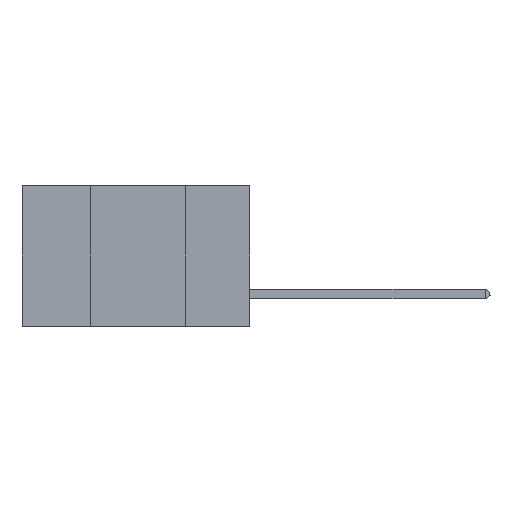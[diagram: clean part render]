
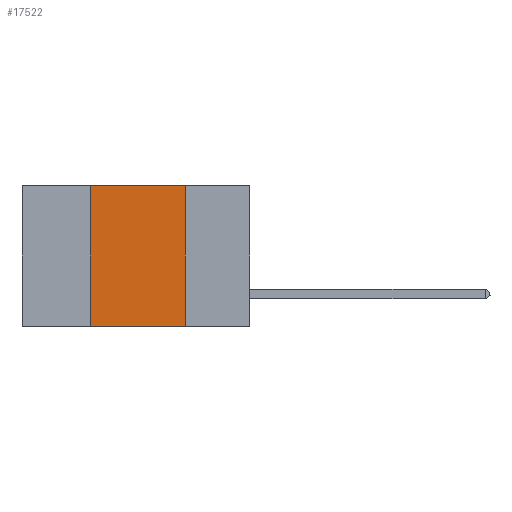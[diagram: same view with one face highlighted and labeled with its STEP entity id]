
A CAD part, left-side view. The second image highlights one B-rep face of the part: STEP entity #17522.
In plain terms, the highlighted planar face has unit normal (-1, 0, 0).
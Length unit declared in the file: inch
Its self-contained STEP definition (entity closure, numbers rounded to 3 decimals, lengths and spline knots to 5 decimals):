
#775 = FACE_OUTER_BOUND ( 'NONE', #18285, .T. ) ;
#1610 = CARTESIAN_POINT ( 'NONE',  ( 0., 0.17, 0. ) ) ;
#3159 = DIRECTION ( 'NONE',  ( 1., 0., 0. ) ) ;
#3200 = EDGE_CURVE ( 'NONE', #6415, #24895, #27397, .T. ) ;
#4189 = CARTESIAN_POINT ( 'NONE',  ( 0., 0.17, 0. ) ) ;
#4735 = DIRECTION ( 'NONE',  ( 0., -1., 0. ) ) ;
#5210 = CARTESIAN_POINT ( 'NONE',  ( 0., 0.6, 0. ) ) ;
#6025 = LINE ( 'NONE', #4189, #7383 ) ;
#6415 = VERTEX_POINT ( 'NONE', #13544 ) ;
#7383 = VECTOR ( 'NONE', #25447, 39.37008 ) ;
#7433 = EDGE_CURVE ( 'NONE', #23577, #15221, #6025, .T. ) ;
#10749 = ORIENTED_EDGE ( 'NONE', *, *, #20790, .F. ) ;
#11382 = EDGE_CURVE ( 'NONE', #6415, #15221, #26981, .T. ) ;
#12222 = DIRECTION ( 'NONE',  ( 0., -1., 0. ) ) ;
#13081 = DIRECTION ( 'NONE',  ( 0., 0., 1. ) ) ;
#13540 = CARTESIAN_POINT ( 'NONE',  ( 0., 0.17, -0.37 ) ) ;
#13544 = CARTESIAN_POINT ( 'NONE',  ( 0., 0.42, -0.37 ) ) ;
#15221 = VERTEX_POINT ( 'NONE', #13540 ) ;
#15346 = CARTESIAN_POINT ( 'NONE',  ( 0., 0.6, -0.37 ) ) ;
#16688 = VECTOR ( 'NONE', #4735, 39.37008 ) ;
#17471 = PLANE ( 'NONE',  #18831 ) ;
#17522 = ADVANCED_FACE ( 'NONE', ( #775 ), #17471, .F. ) ;
#17722 = LINE ( 'NONE', #20663, #25375 ) ;
#18285 = EDGE_LOOP ( 'NONE', ( #23797, #10749, #22976, #20114 ) ) ;
#18492 = DIRECTION ( 'NONE',  ( 0., 0., -1. ) ) ;
#18831 = AXIS2_PLACEMENT_3D ( 'NONE', #5210, #3159, #18492 ) ;
#19477 = CARTESIAN_POINT ( 'NONE',  ( 0., 0.42, 0. ) ) ;
#20114 = ORIENTED_EDGE ( 'NONE', *, *, #11382, .T. ) ;
#20663 = CARTESIAN_POINT ( 'NONE',  ( 0., 0.6, 0. ) ) ;
#20790 = EDGE_CURVE ( 'NONE', #24895, #23577, #17722, .T. ) ;
#21780 = VECTOR ( 'NONE', #13081, 39.37008 ) ;
#22976 = ORIENTED_EDGE ( 'NONE', *, *, #3200, .F. ) ;
#23577 = VERTEX_POINT ( 'NONE', #1610 ) ;
#23797 = ORIENTED_EDGE ( 'NONE', *, *, #7433, .F. ) ;
#24163 = CARTESIAN_POINT ( 'NONE',  ( 0., 0.42, 0. ) ) ;
#24895 = VERTEX_POINT ( 'NONE', #24163 ) ;
#25375 = VECTOR ( 'NONE', #12222, 39.37008 ) ;
#25447 = DIRECTION ( 'NONE',  ( 0., 0., -1. ) ) ;
#26981 = LINE ( 'NONE', #15346, #16688 ) ;
#27397 = LINE ( 'NONE', #19477, #21780 ) ;
